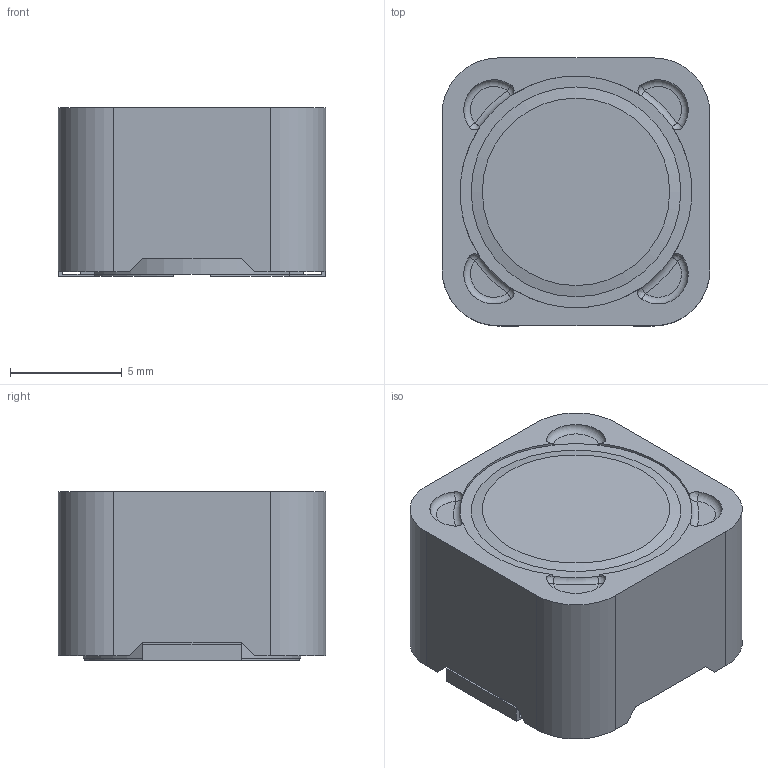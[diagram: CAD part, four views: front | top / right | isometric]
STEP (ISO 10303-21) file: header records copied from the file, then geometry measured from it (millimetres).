
FILE_DESCRIPTION(/* description */ (''),/* implementation_level */ '2;1');
FILE_NAME(/* name */ '1.step',/* time_stamp */ '2022-02-01T20:39:53+01:00',/* author */ (''),/* organization */ (''),/* preprocessor_version */ 'ST-DEVELOPER v18.1',/* originating_system */ 'Autodesk Translation Framework v10.13.0.1454',/* authorisation */ '');
FILE_SCHEMA (('AUTOMOTIVE_DESIGN { 1 0 10303 214 3 1 1 }'));
Length unit declared in the file: millimetre
Products named in the file (1): (Unsaved)
Bounding box: 12 x 12 x 7.56 mm (x, y, z)
Volume: 990.3 mm3; surface area: 822.3 mm2
Topology: 3 solids, 3 shells, 101 faces, 259 edges, 166 vertices
Faces by surface type: plane 66, cylinder 18, torus 8, sphere 6, bspline 2, cone 1
Entity records: 3307 total; most frequent: CARTESIAN_POINT 749, DIRECTION 521, ORIENTED_EDGE 518, EDGE_CURVE 259, AXIS2_PLACEMENT_3D 174, LINE 173, VECTOR 173, VERTEX_POINT 166
